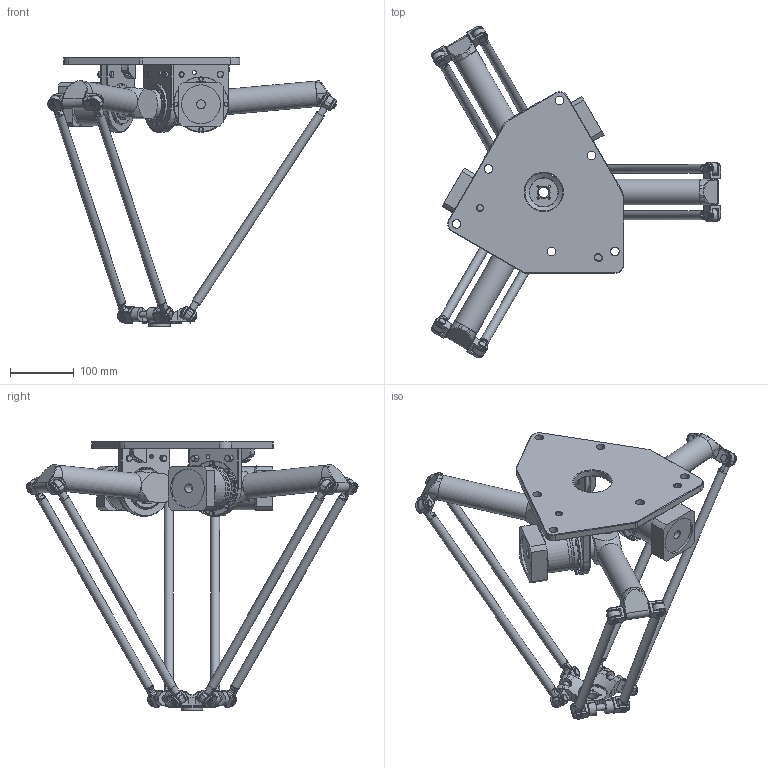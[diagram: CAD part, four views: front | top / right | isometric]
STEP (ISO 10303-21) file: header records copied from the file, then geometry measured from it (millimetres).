
FILE_DESCRIPTION(/* description */ ('Norm.iam Teamplte'),/* implementation_level */ '2;1');
FILE_NAME(/* name */ '3D-model_A_00874.stp',/* time_stamp */ '2021-12-07T09:48:30+01:00',/* author */ ('michael.schutter'),/* organization */ (''),/* preprocessor_version */ 'ST-DEVELOPER v16.5',/* originating_system */ 'Autodesk Inventor 2017',/* authorisation */ '');
FILE_SCHEMA (('AUTOMOTIVE_DESIGN { 1 0 10303 214 3 1 1 }'));
Products named in the file (6): A_00874_DUMMY DELTA Robotermechanik RL3-500-0,5kg; MT_WST00055493; MT_WST00103559 Dummy Oberarm; MT_WST00055502; MT_WST00055500MT_WST; MT_WST00103555
Assembly tree (17 placements, depth 2):
  A_00874_DUMMY DELTA Robotermechanik RL3-500-0,5kg
    MT_WST00055493
    MT_WST00103559 Dummy Oberarm  x3
    MT_WST00055502
    MT_WST00055500MT_WST  x6
    MT_WST00103555  x6
Bounding box: 454.97 x 522.32 x 424 mm (x, y, z)
Volume: 5276457.1 mm3; surface area: 859222.5 mm2
Topology: 19 solids, 34 shells, 2585 faces, 6208 edges, 3927 vertices
Faces by surface type: plane 1429, cylinder 661, cone 247, bspline 162, torus 86
Full cylindrical faces by diameter (mm): 3.459 x4, 4 x1, 6.5 x3, 7 x24, 8 x57, 10 x28, 12 x12, 13.5 x6, 14 x21, 16 x1, 18 x24, 34 x1, 39.8 x6, 40 x9, 45 x1, 46 x3, 47.63 x1, 49.448 x3, 60 x4, 61 x3, 64 x6, 68 x3, 70.5 x3, 86 x3
Entity records: 56176 total; most frequent: CARTESIAN_POINT 18355, ORIENTED_EDGE 7516, DIRECTION 7460, EDGE_CURVE 3756, AXIS2_PLACEMENT_3D 2568, VERTEX_POINT 2536, LINE 2324, VECTOR 2324
